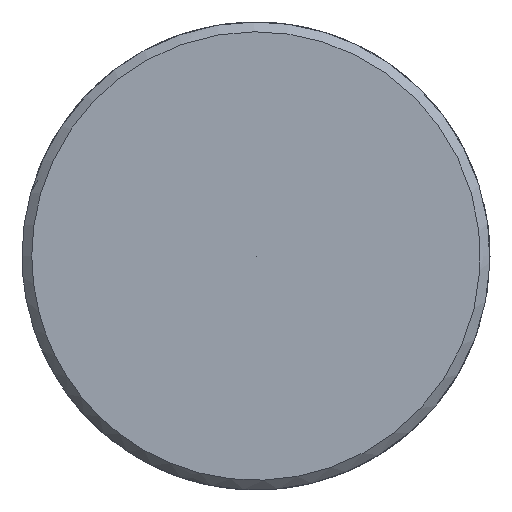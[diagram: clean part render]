
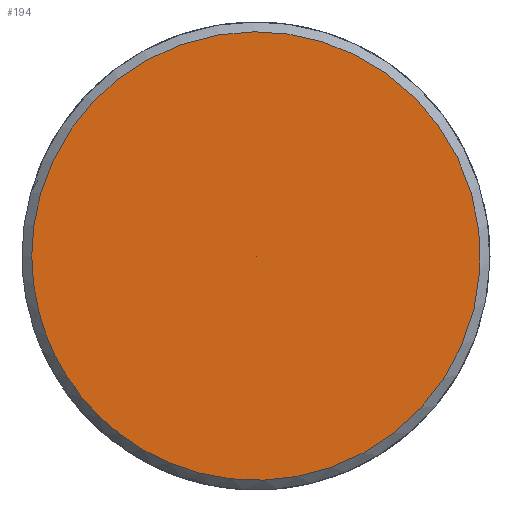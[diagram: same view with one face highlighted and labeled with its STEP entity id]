
A CAD part, left-side view. The second image highlights one B-rep face of the part: STEP entity #194.
In plain terms, the highlighted free-form (B-spline) face has degree [5, 1] with [6, 2] control points.
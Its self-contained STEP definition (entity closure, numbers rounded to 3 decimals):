
#160 = CARTESIAN_POINT ('', (-84., 5.75, 0.));
#161 = VERTEX_POINT ('', #160);
#162 = CARTESIAN_POINT ('', (-84., 0., 0.));
#163 = VERTEX_POINT ('', #162);
#164 = CARTESIAN_POINT ('', (-84., 5.75, 0.));
#165 = CARTESIAN_POINT ('', (-84., 0., 0.));
#166 = B_SPLINE_CURVE_WITH_KNOTS ('', 1, (#164, #165), .UNSPECIFIED., .F., .U., (2, 2), (0., 1.), .UNSPECIFIED.);
#167 = EDGE_CURVE ('', #161, #163, #166, .T.);
#168 = ORIENTED_EDGE ('', *, *, #167, .F.);
#169 = CARTESIAN_POINT ('', (-84., 5.75, 0.));
#170 = CARTESIAN_POINT ('', (-84., 5.75, 23.));
#171 = CARTESIAN_POINT ('', (-84., -17.25, 11.5));
#172 = CARTESIAN_POINT ('', (-84., -17.25, -11.5));
#173 = CARTESIAN_POINT ('', (-84., 5.75, -23.));
#174 = CARTESIAN_POINT ('', (-84., 5.75, 0.));
#175 = (
   BOUNDED_CURVE ()
   B_SPLINE_CURVE (5, (#169, #170, #171, #172, #173, #174), .UNSPECIFIED., .T., .U.)
   B_SPLINE_CURVE_WITH_KNOTS ((6, 6), (0., 1.), .UNSPECIFIED.)
   CURVE ()
   GEOMETRIC_REPRESENTATION_ITEM ()
   RATIONAL_B_SPLINE_CURVE ((5., 1., 1., 1., 1., 5.))
   REPRESENTATION_ITEM ('')
);
#176 = EDGE_CURVE ('', #161, #161, #175, .T.);
#177 = ORIENTED_EDGE ('', *, *, #176, .T.);
#178 = ORIENTED_EDGE ('', *, *, #167, .T.);
#179 = EDGE_LOOP ('', (#168, #177, #178));
#180 = FACE_OUTER_BOUND ('', #179, .F.);
#181 = CARTESIAN_POINT ('', (-84., 5.75, 0.));
#182 = CARTESIAN_POINT ('', (-84., 0., 0.));
#183 = CARTESIAN_POINT ('', (-84., 5.75, 23.));
#184 = CARTESIAN_POINT ('', (-84., 0., 0.));
#185 = CARTESIAN_POINT ('', (-84., -17.25, 11.5));
#186 = CARTESIAN_POINT ('', (-84., 0., 0.));
#187 = CARTESIAN_POINT ('', (-84., -17.25, -11.5));
#188 = CARTESIAN_POINT ('', (-84., 0., 0.));
#189 = CARTESIAN_POINT ('', (-84., 5.75, -23.));
#190 = CARTESIAN_POINT ('', (-84., 0., 0.));
#191 = CARTESIAN_POINT ('', (-84., 5.75, 0.));
#192 = CARTESIAN_POINT ('', (-84., 0., 0.));
#193 = (
   BOUNDED_SURFACE ()
   B_SPLINE_SURFACE (5, 1, ((#181, #182), (#183, #184), (#185, #186), (#187, #188), (#189, #190), (#191, #192)), .UNSPECIFIED., .T., .F., .U.)
   B_SPLINE_SURFACE_WITH_KNOTS ((6, 6), (2, 2), (0., 1.), (0., 1.), .UNSPECIFIED.)
   SURFACE ()
   GEOMETRIC_REPRESENTATION_ITEM ()
   RATIONAL_B_SPLINE_SURFACE (((5., 5.), (1., 1.), (1., 1.), (1., 1.), (1., 1.), (5., 5.)))
   REPRESENTATION_ITEM ('')
);
#194 = ADVANCED_FACE ('', (#180), #193, .F.);
